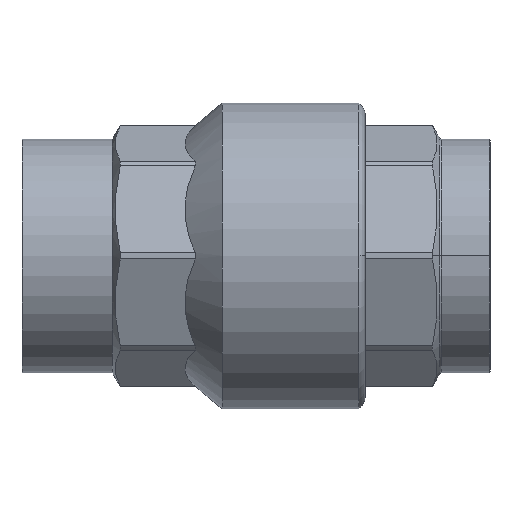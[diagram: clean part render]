
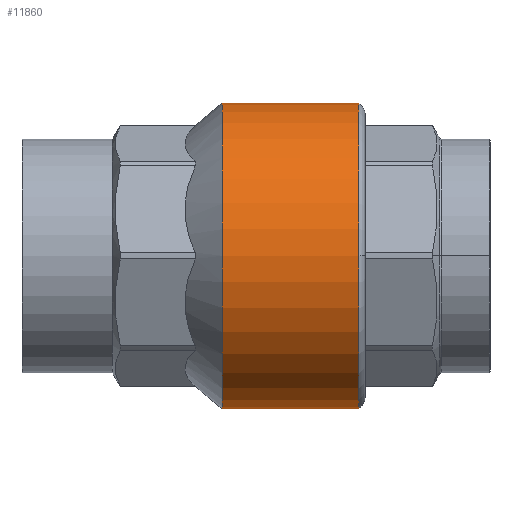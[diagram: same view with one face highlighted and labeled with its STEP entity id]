
A CAD part, top view. The second image highlights one B-rep face of the part: STEP entity #11860.
In plain terms, the highlighted cylindrical face has radius 24.5 mm (diameter 49 mm), a partial arc.
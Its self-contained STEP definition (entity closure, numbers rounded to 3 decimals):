
#11410=CARTESIAN_POINT('',(-12.209,0.,
0.));
#11420=DIRECTION('',(1.,0.,0.));
#11430=DIRECTION('',(0.,-1.,0.));
#11440=AXIS2_PLACEMENT_3D('',#11410,#11420,#11430);
#11450=CYLINDRICAL_SURFACE('',#11440,24.5);
#11460=CARTESIAN_POINT('',(-12.209,24.5,0.));
#11470=DIRECTION('',(1.,0.,0.));
#11480=VECTOR('',#11470,1.);
#11490=LINE('',#11460,#11480);
#11500=CARTESIAN_POINT('',(-21.935,24.5,0.)
);
#11510=VERTEX_POINT('',#11500);
#11520=CARTESIAN_POINT('',(0.,24.5,
0.));
#11530=VERTEX_POINT('',#11520);
#11540=EDGE_CURVE('',#11510,#11530,#11490,.T.);
#11550=ORIENTED_EDGE('',*,*,#11540,.F.);
#11560=CARTESIAN_POINT('',(0.,0.,
0.));
#11570=DIRECTION('',(1.,0.,0.));
#11580=DIRECTION('',(0.,0.,1.));
#11590=AXIS2_PLACEMENT_3D('',#11560,#11570,#11580);
#11600=CIRCLE('',#11590,24.5);
#11610=CARTESIAN_POINT('',(0.,0.,
24.5));
#11620=VERTEX_POINT('',#11610);
#11630=EDGE_CURVE('',#11530,#11620,#11600,.T.);
#11640=ORIENTED_EDGE('',*,*,#11630,.F.);
#11650=CARTESIAN_POINT('',(0.,-24.5,
0.));
#11660=VERTEX_POINT('',#11650);
#11670=EDGE_CURVE('',#11620,#11660,#11600,.T.);
#11680=ORIENTED_EDGE('',*,*,#11670,.F.);
#11690=CARTESIAN_POINT('',(-12.209,-24.5,0.));
#11700=DIRECTION('',(1.,0.,0.));
#11710=VECTOR('',#11700,1.);
#11720=LINE('',#11690,#11710);
#11730=CARTESIAN_POINT('',(-21.935,-24.5,0.
));
#11740=VERTEX_POINT('',#11730);
#11750=EDGE_CURVE('',#11740,#11660,#11720,.T.);
#11760=ORIENTED_EDGE('',*,*,#11750,.T.);
#11770=CARTESIAN_POINT('',(-21.935,0.,
0.));
#11780=DIRECTION('',(1.,0.,0.));
#11790=DIRECTION('',(0.,-1.,0.));
#11800=AXIS2_PLACEMENT_3D('',#11770,#11780,#11790);
#11810=CIRCLE('',#11800,24.5);
#11820=EDGE_CURVE('',#11510,#11740,#11810,.T.);
#11830=ORIENTED_EDGE('',*,*,#11820,.T.);
#11840=EDGE_LOOP('',(#11830,#11760,#11680,#11640,#11550));
#11850=FACE_OUTER_BOUND('',#11840,.T.);
#11860=ADVANCED_FACE('',(#11850),#11450,.T.);
